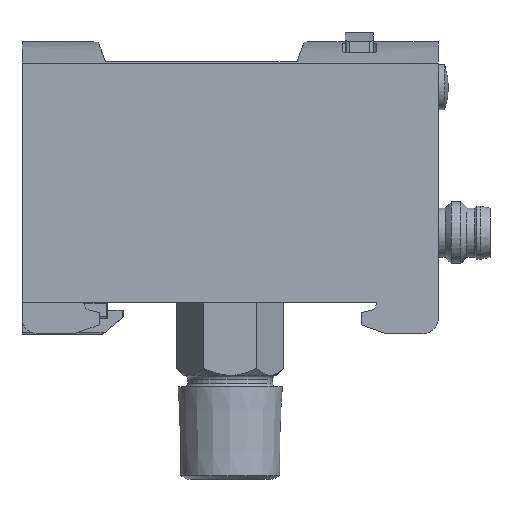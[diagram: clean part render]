
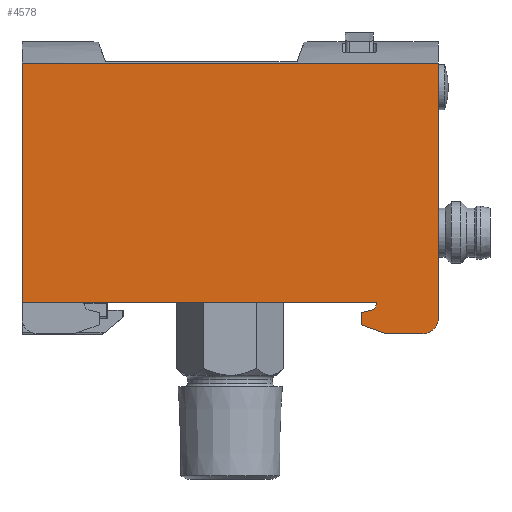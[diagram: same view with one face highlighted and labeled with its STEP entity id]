
A CAD part, left-side view. The second image highlights one B-rep face of the part: STEP entity #4578.
In plain terms, the highlighted planar face has unit normal (-1, 0, 0).
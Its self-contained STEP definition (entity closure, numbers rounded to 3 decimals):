
#165=LINE('',#6053,#469);
#183=LINE('',#6092,#487);
#307=LINE('',#6630,#611);
#310=LINE('',#6636,#614);
#313=LINE('',#6642,#617);
#316=LINE('',#6648,#620);
#318=LINE('',#6654,#622);
#340=LINE('',#6727,#644);
#469=VECTOR('',#5049,1000.);
#487=VECTOR('',#5071,1000.);
#611=VECTOR('',#5473,1000.);
#614=VECTOR('',#5478,1000.);
#617=VECTOR('',#5483,1000.);
#620=VECTOR('',#5488,1000.);
#622=VECTOR('',#5498,1000.);
#644=VECTOR('',#5582,1000.);
#1263=ORIENTED_EDGE('',*,*,#1732,.F.);
#1264=ORIENTED_EDGE('',*,*,#1987,.F.);
#1265=ORIENTED_EDGE('',*,*,#1988,.F.);
#1266=ORIENTED_EDGE('',*,*,#1940,.F.);
#1267=ORIENTED_EDGE('',*,*,#1943,.F.);
#1268=ORIENTED_EDGE('',*,*,#1946,.F.);
#1269=ORIENTED_EDGE('',*,*,#1949,.T.);
#1270=ORIENTED_EDGE('',*,*,#1951,.T.);
#1271=ORIENTED_EDGE('',*,*,#1713,.T.);
#1272=ORIENTED_EDGE('',*,*,#1953,.F.);
#1713=EDGE_CURVE('',#2183,#2182,#165,.T.);
#1732=EDGE_CURVE('',#2201,#2202,#183,.T.);
#1940=EDGE_CURVE('',#2349,#2347,#307,.T.);
#1943=EDGE_CURVE('',#2351,#2349,#310,.T.);
#1946=EDGE_CURVE('',#2353,#2351,#313,.T.);
#1949=EDGE_CURVE('',#2353,#2355,#316,.T.);
#1951=EDGE_CURVE('',#2355,#2183,#2557,.F.);
#1953=EDGE_CURVE('',#2202,#2182,#318,.T.);
#1987=EDGE_CURVE('',#2376,#2201,#340,.T.);
#1988=EDGE_CURVE('',#2347,#2376,#2570,.F.);
#2182=VERTEX_POINT('',#6052);
#2183=VERTEX_POINT('',#6054);
#2201=VERTEX_POINT('',#6091);
#2202=VERTEX_POINT('',#6093);
#2347=VERTEX_POINT('',#6625);
#2349=VERTEX_POINT('',#6629);
#2351=VERTEX_POINT('',#6635);
#2353=VERTEX_POINT('',#6641);
#2355=VERTEX_POINT('',#6647);
#2376=VERTEX_POINT('',#6728);
#2557=CIRCLE('',#4838,2.);
#2570=CIRCLE('',#4871,1.1);
#2761=EDGE_LOOP('',(#1263,#1264,#1265,#1266,#1267,#1268,#1269,#1270,#1271,
#1272));
#3033=FACE_BOUND('',#2761,.T.);
#3231=PLANE('',#4870);
#4578=ADVANCED_FACE('',(#3033),#3231,.F.);
#4838=AXIS2_PLACEMENT_3D('',#6651,#5493,#5494);
#4870=AXIS2_PLACEMENT_3D('',#6726,#5580,#5581);
#4871=AXIS2_PLACEMENT_3D('',#6729,#5583,#5584);
#5049=DIRECTION('',(0.,0.,1.));
#5071=DIRECTION('',(0.,0.,1.));
#5473=DIRECTION('',(0.,-0.966,0.259));
#5478=DIRECTION('',(0.,0.,1.));
#5483=DIRECTION('',(0.,0.94,0.342));
#5488=DIRECTION('',(0.,-1.,0.));
#5493=DIRECTION('',(1.,0.,0.));
#5494=DIRECTION('',(0.,0.,-1.));
#5498=DIRECTION('',(0.,-1.,0.));
#5580=DIRECTION('',(1.,0.,0.));
#5581=DIRECTION('',(0.,0.,-1.));
#5582=DIRECTION('',(0.,1.,0.));
#5583=DIRECTION('',(1.,0.,0.));
#5584=DIRECTION('',(0.,0.,-1.));
#6052=CARTESIAN_POINT('',(-16.,0.,16.105));
#6053=CARTESIAN_POINT('',(-16.,0.,-19.));
#6054=CARTESIAN_POINT('',(-16.,0.,-17.));
#6091=CARTESIAN_POINT('',(-16.,54.,-14.9));
#6092=CARTESIAN_POINT('',(-16.,54.,-19.));
#6093=CARTESIAN_POINT('',(-16.,54.,16.105));
#6625=CARTESIAN_POINT('',(-16.,8.563,-15.895));
#6629=CARTESIAN_POINT('',(-16.,10.,-16.28));
#6630=CARTESIAN_POINT('',(-16.,51.733,-27.462));
#6635=CARTESIAN_POINT('',(-16.,10.,-17.85));
#6636=CARTESIAN_POINT('',(-16.,10.,-19.));
#6641=CARTESIAN_POINT('',(-16.,6.84,-19.));
#6642=CARTESIAN_POINT('',(-16.,48.483,-3.843));
#6647=CARTESIAN_POINT('',(-16.,2.,-19.));
#6648=CARTESIAN_POINT('',(-16.,54.,-19.));
#6651=CARTESIAN_POINT('',(-16.,2.,-17.));
#6654=CARTESIAN_POINT('',(-16.,54.,16.105));
#6726=CARTESIAN_POINT('',(-16.,54.,-19.));
#6727=CARTESIAN_POINT('',(-16.,54.,-14.9));
#6728=CARTESIAN_POINT('',(-16.,8.,-14.9));
#6729=CARTESIAN_POINT('',(-16.,9.099,-14.935));
